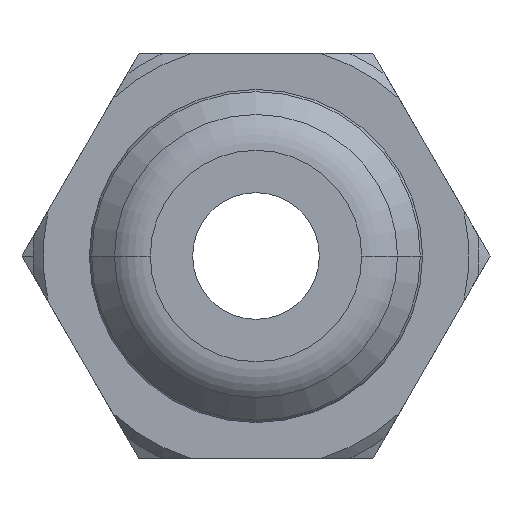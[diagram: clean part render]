
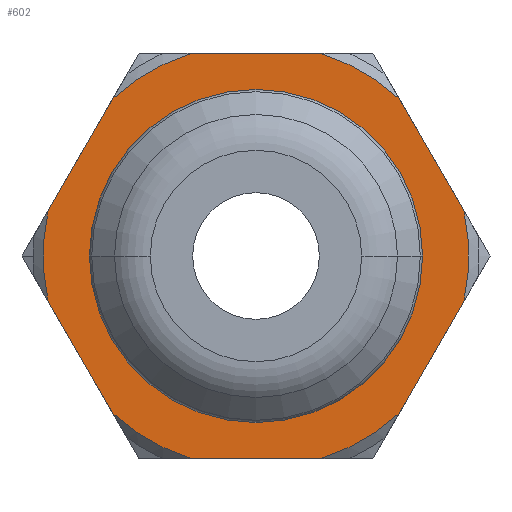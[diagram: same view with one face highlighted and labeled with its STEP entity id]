
A CAD part, front view. The second image highlights one B-rep face of the part: STEP entity #602.
In plain terms, the highlighted planar face has unit normal (0, -1, 0).
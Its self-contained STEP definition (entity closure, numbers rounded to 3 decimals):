
#7 = CARTESIAN_POINT ( 'NONE',  ( 0., -26., 0. ) ) ;
#23 = AXIS2_PLACEMENT_3D ( 'NONE', #1443, #358, #1630 ) ;
#27 = FACE_BOUND ( 'NONE', #728, .T. ) ;
#60 = EDGE_CURVE ( 'NONE', #400, #945, #78, .T. ) ;
#68 = VERTEX_POINT ( 'NONE', #641 ) ;
#73 = VERTEX_POINT ( 'NONE', #601 ) ;
#78 = LINE ( 'NONE', #1869, #2320 ) ;
#87 = LINE ( 'NONE', #1372, #139 ) ;
#108 = DIRECTION ( 'NONE',  ( 1., 0., 0. ) ) ;
#110 = VERTEX_POINT ( 'NONE', #2101 ) ;
#126 = ORIENTED_EDGE ( 'NONE', *, *, #2116, .F. ) ;
#139 = VECTOR ( 'NONE', #108, 1000. ) ;
#164 = CARTESIAN_POINT ( 'NONE',  ( 0., -26., 0. ) ) ;
#184 = DIRECTION ( 'NONE',  ( 1., 0., 0. ) ) ;
#249 = DIRECTION ( 'NONE',  ( 0., -1., 0. ) ) ;
#264 = CARTESIAN_POINT ( 'NONE',  ( 2.824, -26., -3.109 ) ) ;
#276 = CARTESIAN_POINT ( 'NONE',  ( 0., -26., 0. ) ) ;
#346 = DIRECTION ( 'NONE',  ( 0., 0., 1. ) ) ;
#350 = CARTESIAN_POINT ( 'NONE',  ( 1.281, -26., -4. ) ) ;
#358 = DIRECTION ( 'NONE',  ( 0., -1., 0. ) ) ;
#371 = CARTESIAN_POINT ( 'NONE',  ( 0., -26., 0. ) ) ;
#382 = VERTEX_POINT ( 'NONE', #264 ) ;
#391 = ORIENTED_EDGE ( 'NONE', *, *, #519, .F. ) ;
#400 = VERTEX_POINT ( 'NONE', #1340 ) ;
#416 = DIRECTION ( 'NONE',  ( 0.5, 0., 0.866 ) ) ;
#425 = VERTEX_POINT ( 'NONE', #449 ) ;
#449 = CARTESIAN_POINT ( 'NONE',  ( 3.058, -26., 0. ) ) ;
#463 = DIRECTION ( 'NONE',  ( -1., 0., 0. ) ) ;
#496 = AXIS2_PLACEMENT_3D ( 'NONE', #276, #1549, #463 ) ;
#519 = EDGE_CURVE ( 'NONE', #68, #382, #2143, .T. ) ;
#526 = CIRCLE ( 'NONE', #2041, 4.2 ) ;
#530 = CARTESIAN_POINT ( 'NONE',  ( 0., -26., 0. ) ) ;
#552 = DIRECTION ( 'NONE',  ( 1., 0., 0. ) ) ;
#570 = EDGE_CURVE ( 'NONE', #1525, #382, #1926, .T. ) ;
#577 = VERTEX_POINT ( 'NONE', #2319 ) ;
#583 = DIRECTION ( 'NONE',  ( -0.5, 0., 0.866 ) ) ;
#601 = CARTESIAN_POINT ( 'NONE',  ( -1.281, -26., -4. ) ) ;
#602 = ADVANCED_FACE ( 'NONE', ( #27, #1006 ), #1414, .T. ) ;
#641 = CARTESIAN_POINT ( 'NONE',  ( 4.104, -26., -0.891 ) ) ;
#656 = LINE ( 'NONE', #940, #2059 ) ;
#658 = AXIS2_PLACEMENT_3D ( 'NONE', #1032, #1775, #674 ) ;
#674 = DIRECTION ( 'NONE',  ( 1., 0., 0. ) ) ;
#681 = ORIENTED_EDGE ( 'NONE', *, *, #859, .T. ) ;
#693 = CARTESIAN_POINT ( 'NONE',  ( 0., -26., 0. ) ) ;
#702 = CARTESIAN_POINT ( 'NONE',  ( 1.281, -26., 4. ) ) ;
#728 = EDGE_LOOP ( 'NONE', ( #1473, #738 ) ) ;
#738 = ORIENTED_EDGE ( 'NONE', *, *, #1494, .T. ) ;
#791 = AXIS2_PLACEMENT_3D ( 'NONE', #164, #1430, #346 ) ;
#834 = ORIENTED_EDGE ( 'NONE', *, *, #1080, .F. ) ;
#838 = DIRECTION ( 'NONE',  ( 0., -1., 0. ) ) ;
#858 = ORIENTED_EDGE ( 'NONE', *, *, #1800, .T. ) ;
#859 = EDGE_CURVE ( 'NONE', #68, #110, #1724, .T. ) ;
#868 = EDGE_CURVE ( 'NONE', #577, #945, #2276, .T. ) ;
#874 = DIRECTION ( 'NONE',  ( -1., 0., 0. ) ) ;
#888 = ORIENTED_EDGE ( 'NONE', *, *, #868, .T. ) ;
#940 = CARTESIAN_POINT ( 'NONE',  ( 2.309, -26., 4. ) ) ;
#945 = VERTEX_POINT ( 'NONE', #2202 ) ;
#966 = CIRCLE ( 'NONE', #496, 3.058 ) ;
#979 = LINE ( 'NONE', #1921, #2129 ) ;
#1006 = FACE_OUTER_BOUND ( 'NONE', #1940, .T. ) ;
#1032 = CARTESIAN_POINT ( 'NONE',  ( -3.5, -26., 0. ) ) ;
#1072 = CIRCLE ( 'NONE', #2346, 4.2 ) ;
#1080 = EDGE_CURVE ( 'NONE', #1535, #1791, #1501, .T. ) ;
#1094 = AXIS2_PLACEMENT_3D ( 'NONE', #7, #1267, #184 ) ;
#1182 = CARTESIAN_POINT ( 'NONE',  ( 4.619, -26., 0. ) ) ;
#1206 = LINE ( 'NONE', #1674, #2113 ) ;
#1227 = ORIENTED_EDGE ( 'NONE', *, *, #1368, .F. ) ;
#1267 = DIRECTION ( 'NONE',  ( 0., -1., 0. ) ) ;
#1337 = CARTESIAN_POINT ( 'NONE',  ( 0., -26., 0. ) ) ;
#1340 = CARTESIAN_POINT ( 'NONE',  ( -4.104, -26., 0.891 ) ) ;
#1368 = EDGE_CURVE ( 'NONE', #577, #1535, #87, .T. ) ;
#1372 = CARTESIAN_POINT ( 'NONE',  ( -2.309, -26., 4. ) ) ;
#1373 = DIRECTION ( 'NONE',  ( -0.5, 0., -0.866 ) ) ;
#1376 = EDGE_CURVE ( 'NONE', #1525, #73, #979, .T. ) ;
#1390 = ORIENTED_EDGE ( 'NONE', *, *, #60, .F. ) ;
#1414 = PLANE ( 'NONE',  #658 ) ;
#1430 = DIRECTION ( 'NONE',  ( 0., 1., 0. ) ) ;
#1433 = ORIENTED_EDGE ( 'NONE', *, *, #570, .T. ) ;
#1443 = CARTESIAN_POINT ( 'NONE',  ( 0., -26., 0. ) ) ;
#1473 = ORIENTED_EDGE ( 'NONE', *, *, #2292, .T. ) ;
#1494 = EDGE_CURVE ( 'NONE', #425, #1868, #2019, .T. ) ;
#1501 = CIRCLE ( 'NONE', #791, 4.2 ) ;
#1523 = DIRECTION ( 'NONE',  ( 1., 0., 0. ) ) ;
#1525 = VERTEX_POINT ( 'NONE', #350 ) ;
#1535 = VERTEX_POINT ( 'NONE', #702 ) ;
#1549 = DIRECTION ( 'NONE',  ( 0., 1., 0. ) ) ;
#1611 = VERTEX_POINT ( 'NONE', #2008 ) ;
#1630 = DIRECTION ( 'NONE',  ( 1., 0., 0. ) ) ;
#1642 = DIRECTION ( 'NONE',  ( 0., -1., 0. ) ) ;
#1674 = CARTESIAN_POINT ( 'NONE',  ( -2.309, -26., -4. ) ) ;
#1707 = ORIENTED_EDGE ( 'NONE', *, *, #1974, .T. ) ;
#1724 = CIRCLE ( 'NONE', #23, 4.2 ) ;
#1775 = DIRECTION ( 'NONE',  ( 0., -1., 0. ) ) ;
#1791 = VERTEX_POINT ( 'NONE', #2177 ) ;
#1800 = EDGE_CURVE ( 'NONE', #400, #1611, #1072, .T. ) ;
#1845 = CARTESIAN_POINT ( 'NONE',  ( -3.058, -26., 0. ) ) ;
#1868 = VERTEX_POINT ( 'NONE', #1845 ) ;
#1869 = CARTESIAN_POINT ( 'NONE',  ( -4.619, -26., 0. ) ) ;
#1870 = CARTESIAN_POINT ( 'NONE',  ( -2.824, -26., -3.109 ) ) ;
#1921 = CARTESIAN_POINT ( 'NONE',  ( 2.309, -26., -4. ) ) ;
#1926 = CIRCLE ( 'NONE', #2054, 4.2 ) ;
#1940 = EDGE_LOOP ( 'NONE', ( #2107, #834, #1227, #888, #1390, #858, #126, #1707, #2221, #1433, #391, #681 ) ) ;
#1974 = EDGE_CURVE ( 'NONE', #2192, #73, #526, .T. ) ;
#1984 = DIRECTION ( 'NONE',  ( 0., 1., 0. ) ) ;
#2008 = CARTESIAN_POINT ( 'NONE',  ( -4.104, -26., -0.891 ) ) ;
#2019 = CIRCLE ( 'NONE', #2228, 3.058 ) ;
#2032 = VECTOR ( 'NONE', #1373, 1000. ) ;
#2041 = AXIS2_PLACEMENT_3D ( 'NONE', #1337, #249, #1523 ) ;
#2054 = AXIS2_PLACEMENT_3D ( 'NONE', #530, #838, #2127 ) ;
#2059 = VECTOR ( 'NONE', #2231, 1000. ) ;
#2096 = DIRECTION ( 'NONE',  ( -1., 0., 0. ) ) ;
#2101 = CARTESIAN_POINT ( 'NONE',  ( 4.104, -26., 0.891 ) ) ;
#2107 = ORIENTED_EDGE ( 'NONE', *, *, #2170, .F. ) ;
#2113 = VECTOR ( 'NONE', #583, 1000. ) ;
#2116 = EDGE_CURVE ( 'NONE', #2192, #1611, #1206, .T. ) ;
#2127 = DIRECTION ( 'NONE',  ( 1., 0., 0. ) ) ;
#2129 = VECTOR ( 'NONE', #2096, 1000. ) ;
#2143 = LINE ( 'NONE', #1182, #2032 ) ;
#2170 = EDGE_CURVE ( 'NONE', #1791, #110, #656, .T. ) ;
#2177 = CARTESIAN_POINT ( 'NONE',  ( 2.824, -26., 3.109 ) ) ;
#2192 = VERTEX_POINT ( 'NONE', #1870 ) ;
#2202 = CARTESIAN_POINT ( 'NONE',  ( -2.824, -26., 3.109 ) ) ;
#2221 = ORIENTED_EDGE ( 'NONE', *, *, #1376, .F. ) ;
#2228 = AXIS2_PLACEMENT_3D ( 'NONE', #693, #1984, #874 ) ;
#2231 = DIRECTION ( 'NONE',  ( 0.5, 0., -0.866 ) ) ;
#2276 = CIRCLE ( 'NONE', #1094, 4.2 ) ;
#2292 = EDGE_CURVE ( 'NONE', #1868, #425, #966, .T. ) ;
#2319 = CARTESIAN_POINT ( 'NONE',  ( -1.281, -26., 4. ) ) ;
#2320 = VECTOR ( 'NONE', #416, 1000. ) ;
#2346 = AXIS2_PLACEMENT_3D ( 'NONE', #371, #1642, #552 ) ;
